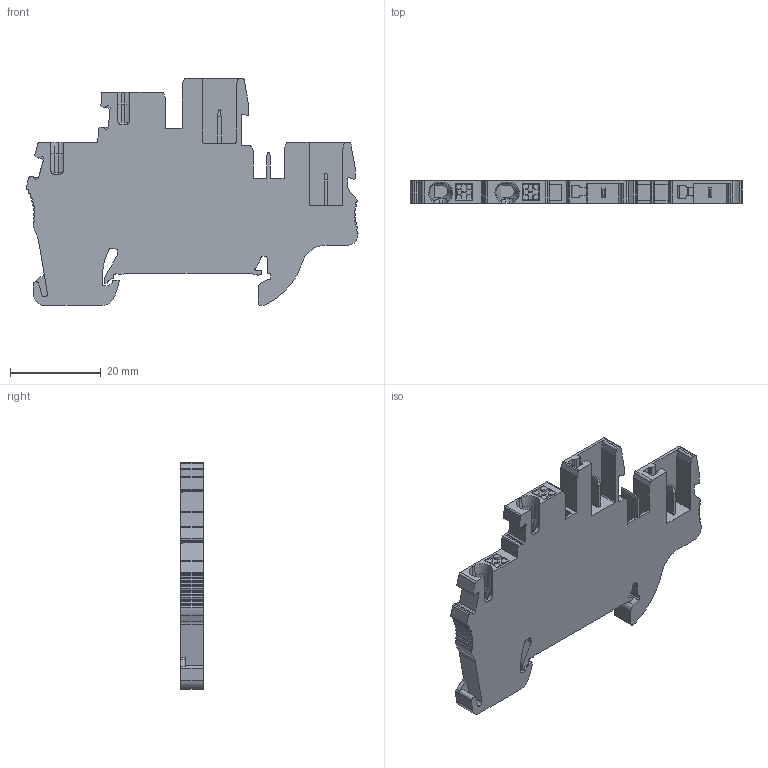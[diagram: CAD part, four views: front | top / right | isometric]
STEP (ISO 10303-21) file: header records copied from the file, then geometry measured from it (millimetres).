
FILE_DESCRIPTION(/* description */ ('Unknown'),/* implementation_level */ '2;1');
FILE_NAME(/* name */ 'PQ2.5-2T2P_SOLID',/* time_stamp */ '2024-09-10T16:59:22+05:00',/* author */ ('Unknown'),/* organization */ ('Unknown'),/* preprocessor_version */ 'ST-DEVELOPER v16.7',/* originating_system */ 'Solid Edge',/* authorisation */ 'Unknown');
FILE_SCHEMA (('AUTOMOTIVE_DESIGN {1 0 10303 214 3 1 1}'));
Length unit declared in the file: millimetre
Products named in the file (1): PQ2.5-2T2P_SOLID
Bounding box: 73.17 x 5 x 50 mm (x, y, z)
Volume: 10223 mm3; surface area: 8103.5 mm2
Topology: 1 solids, 2 shells, 505 faces, 1447 edges, 954 vertices
Faces by surface type: plane 298, cylinder 187, cone 16, torus 4
Entity records: 16577 total; most frequent: CARTESIAN_POINT 3006, ORIENTED_EDGE 2894, DIRECTION 2835, EDGE_CURVE 1447, LINE 1009, VECTOR 1009, VERTEX_POINT 954, AXIS2_PLACEMENT_3D 913
